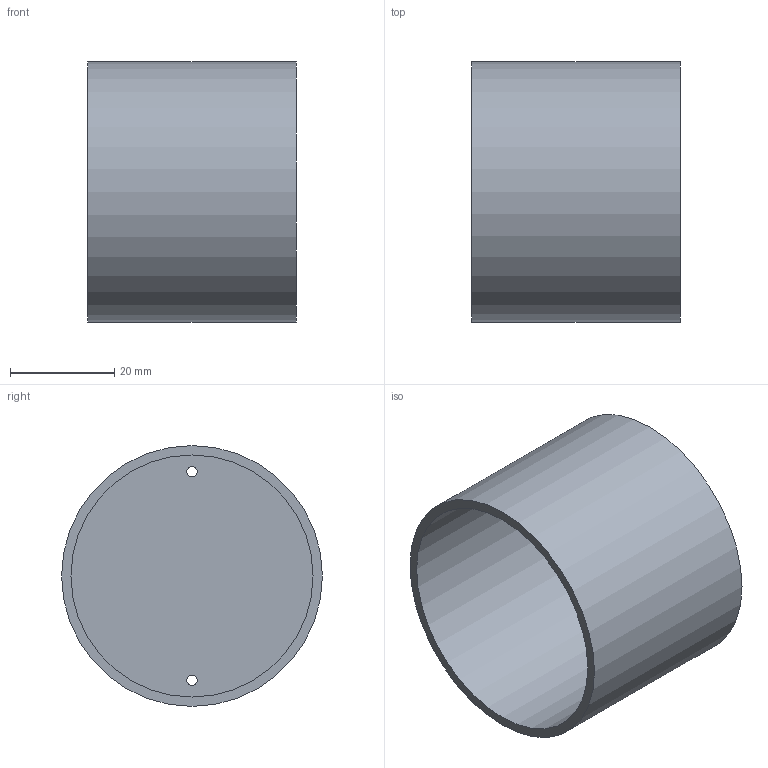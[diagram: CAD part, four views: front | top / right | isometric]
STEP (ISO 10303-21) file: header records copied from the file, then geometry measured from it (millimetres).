
FILE_DESCRIPTION(/* description */ (''),/* implementation_level */ '2;1');
FILE_NAME(/* name */ 'liion-capcloser.step',/* time_stamp */ '2024-06-04T13:11:21+10:00',/* author */ (''),/* organization */ (''),/* preprocessor_version */ 'ST-DEVELOPER v20',/* originating_system */ 'Autodesk Translation Framework v12.20.1.177',/* authorisation */ '');
FILE_SCHEMA (('AUTOMOTIVE_DESIGN { 1 0 10303 214 3 1 1 }'));
Length unit declared in the file: millimetre
Products named in the file (3): liion-endcap; liion-endcap_1; cap-closer (1)
Assembly tree (2 placements, depth 3):
  liion-endcap
    liion-endcap_1
      cap-closer (1)
Bounding box: 40 x 50 x 50 mm (x, y, z)
Volume: 14271.9 mm3; surface area: 15762 mm2
Topology: 1 solids, 1 shells, 7 faces, 12 edges, 8 vertices
Faces by surface type: cylinder 4, plane 3
Full cylindrical faces by diameter (mm): 2 x2, 46.4 x1, 50 x1
Entity records: 255 total; most frequent: DIRECTION 44, CARTESIAN_POINT 32, ORIENTED_EDGE 24, AXIS2_PLACEMENT_3D 20, EDGE_LOOP 12, EDGE_CURVE 12, CIRCLE 8, VERTEX_POINT 8
